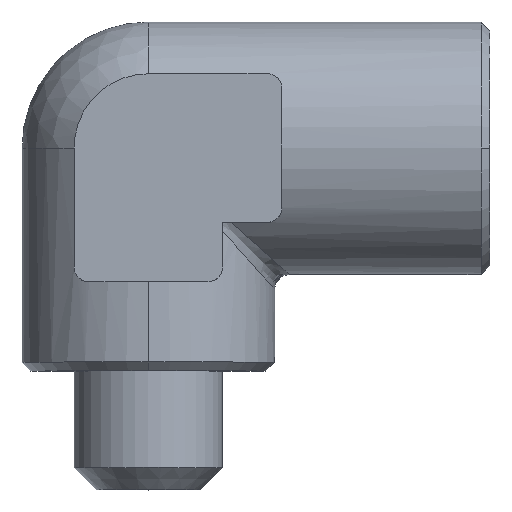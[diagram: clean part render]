
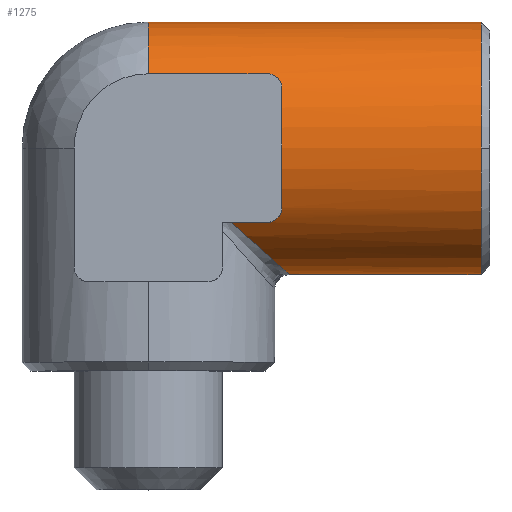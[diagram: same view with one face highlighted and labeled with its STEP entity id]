
A CAD part, top view. The second image highlights one B-rep face of the part: STEP entity #1275.
In plain terms, the highlighted cylindrical face has radius 4.25 mm (diameter 8.5 mm), a partial arc.
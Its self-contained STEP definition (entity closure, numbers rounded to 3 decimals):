
#17 = CARTESIAN_POINT ( 'NONE',  ( 12., 14.5, 3.437 ) ) ;
#48 = ORIENTED_EDGE ( 'NONE', *, *, #920, .T. ) ;
#79 = ORIENTED_EDGE ( 'NONE', *, *, #361, .T. ) ;
#111 = ORIENTED_EDGE ( 'NONE', *, *, #1727, .T. ) ;
#136 = CARTESIAN_POINT ( 'NONE',  ( 12., 9.5, 3.437 ) ) ;
#147 = DIRECTION ( 'NONE',  ( 0., 0., -1. ) ) ;
#153 = CARTESIAN_POINT ( 'NONE',  ( 12., 7.75, 0. ) ) ;
#177 = EDGE_LOOP ( 'NONE', ( #111, #79, #48, #569, #429, #347, #221, #215, #266, #794, #574 ) ) ;
#179 = CARTESIAN_POINT ( 'NONE',  ( 11.2, 16.25, 0. ) ) ;
#190 = VERTEX_POINT ( 'NONE', #607 ) ;
#215 = ORIENTED_EDGE ( 'NONE', *, *, #1007, .T. ) ;
#221 = ORIENTED_EDGE ( 'NONE', *, *, #440, .F. ) ;
#250 = DIRECTION ( 'NONE',  ( -1., 0., 0. ) ) ;
#265 = CIRCLE ( 'NONE', #1834, 4.25 ) ;
#266 = ORIENTED_EDGE ( 'NONE', *, *, #1694, .F. ) ;
#292 = CARTESIAN_POINT ( 'NONE',  ( 4.5, 12., 0. ) ) ;
#317 = CARTESIAN_POINT ( 'NONE',  ( 4., 9.5, 3.437 ) ) ;
#346 = CIRCLE ( 'NONE', #970, 4.25 ) ;
#347 = ORIENTED_EDGE ( 'NONE', *, *, #1009, .T. ) ;
#361 = EDGE_CURVE ( 'NONE', #392, #1565, #899, .T. ) ;
#392 = VERTEX_POINT ( 'NONE', #562 ) ;
#399 = VECTOR ( 'NONE', #1420, 1000. ) ;
#426 = FACE_OUTER_BOUND ( 'NONE', #177, .T. ) ;
#429 = ORIENTED_EDGE ( 'NONE', *, *, #1558, .F. ) ;
#434 = DIRECTION ( 'NONE',  ( 1., 0., 0. ) ) ;
#440 = EDGE_CURVE ( 'NONE', #190, #522, #859, .T. ) ;
#464 = VECTOR ( 'NONE', #434, 1000. ) ;
#467 = CARTESIAN_POINT ( 'NONE',  ( 4.279, 9.565, 3.485 ) ) ;
#475 = VERTEX_POINT ( 'NONE', #898 ) ;
#482 = DIRECTION ( 'NONE',  ( 1., 0., 0. ) ) ;
#488 = CIRCLE ( 'NONE', #896, 4.25 ) ;
#498 = CARTESIAN_POINT ( 'NONE',  ( 4.5, 14.127, 3.682 ) ) ;
#504 = VERTEX_POINT ( 'NONE', #853 ) ;
#522 = VERTEX_POINT ( 'NONE', #731 ) ;
#562 = CARTESIAN_POINT ( 'NONE',  ( 4.75, 7.75, 0. ) ) ;
#569 = ORIENTED_EDGE ( 'NONE', *, *, #665, .T. ) ;
#574 = ORIENTED_EDGE ( 'NONE', *, *, #1669, .F. ) ;
#601 = VERTEX_POINT ( 'NONE', #179 ) ;
#607 = CARTESIAN_POINT ( 'NONE',  ( 4., 14.5, 3.437 ) ) ;
#637 = CARTESIAN_POINT ( 'NONE',  ( 4.443, 9.76, 3.613 ) ) ;
#663 = VERTEX_POINT ( 'NONE', #1735 ) ;
#665 = EDGE_CURVE ( 'NONE', #663, #601, #1629, .T. ) ;
#671 = CARTESIAN_POINT ( 'NONE',  ( 4.277, 14.435, 3.485 ) ) ;
#672 = VERTEX_POINT ( 'NONE', #317 ) ;
#677 = EDGE_CURVE ( 'NONE', #475, #672, #1039, .T. ) ;
#694 = DIRECTION ( 'NONE',  ( 1., 0., 0. ) ) ;
#731 = CARTESIAN_POINT ( 'NONE',  ( 0., 14.5, 3.437 ) ) ;
#757 = DIRECTION ( 'NONE',  ( -1., 0., 0. ) ) ;
#794 = ORIENTED_EDGE ( 'NONE', *, *, #677, .T. ) ;
#818 = LINE ( 'NONE', #1614, #1083 ) ;
#831 = CARTESIAN_POINT ( 'NONE',  ( 4.75, 7.75, 0. ) ) ;
#840 = CARTESIAN_POINT ( 'NONE',  ( 4.75, 7.75, 1.386 ) ) ;
#853 = CARTESIAN_POINT ( 'NONE',  ( 0., 16.25, 0. ) ) ;
#859 = LINE ( 'NONE', #17, #399 ) ;
#896 = AXIS2_PLACEMENT_3D ( 'NONE', #292, #250, #1090 ) ;
#898 = CARTESIAN_POINT ( 'NONE',  ( 4.5, 10., 3.75 ) ) ;
#899 = LINE ( 'NONE', #153, #464 ) ;
#920 = EDGE_CURVE ( 'NONE', #1565, #663, #265, .T. ) ;
#944 = VERTEX_POINT ( 'NONE', #1336 ) ;
#946 = CARTESIAN_POINT ( 'NONE',  ( 4.41, 9.706, 3.578 ) ) ;
#954 = CARTESIAN_POINT ( 'NONE',  ( 4.5, 14., 3.75 ) ) ;
#959 = CARTESIAN_POINT ( 'NONE',  ( 2.794, 9.5, 3.437 ) ) ;
#970 = AXIS2_PLACEMENT_3D ( 'NONE', #1264, #694, #1365 ) ;
#987 = DIRECTION ( 'NONE',  ( 1., 0., 0. ) ) ;
#1007 = EDGE_CURVE ( 'NONE', #190, #1495, #1405, .T. ) ;
#1009 = EDGE_CURVE ( 'NONE', #504, #522, #346, .T. ) ;
#1039 = B_SPLINE_CURVE_WITH_KNOTS ( 'NONE', 3,
 ( #1404, #1291, #1070, #637, #946, #467, #1398, #1242 ),
 .UNSPECIFIED., .F., .F.,
 ( 4, 2, 2, 4 ),
 ( 0., 0., 0., 0.001 ),
 .UNSPECIFIED. ) ;
#1070 = CARTESIAN_POINT ( 'NONE',  ( 4.488, 9.876, 3.682 ) ) ;
#1083 = VECTOR ( 'NONE', #1384, 1000. ) ;
#1090 = DIRECTION ( 'NONE',  ( 0., 1., 0. ) ) ;
#1206 = CARTESIAN_POINT ( 'NONE',  ( 4.047, 8.379, 2.622 ) ) ;
#1242 = CARTESIAN_POINT ( 'NONE',  ( 4., 9.5, 3.437 ) ) ;
#1251 = LINE ( 'NONE', #136, #1837 ) ;
#1255 = CARTESIAN_POINT ( 'NONE',  ( 4.144, 14.5, 3.437 ) ) ;
#1257 = AXIS2_PLACEMENT_3D ( 'NONE', #1827, #987, #1628 ) ;
#1263 = CARTESIAN_POINT ( 'NONE',  ( 11.2, 12., 0. ) ) ;
#1264 = CARTESIAN_POINT ( 'NONE',  ( 0., 12., 0. ) ) ;
#1275 = ADVANCED_FACE ( 'NONE', ( #426 ), #1799, .T. ) ;
#1291 = CARTESIAN_POINT ( 'NONE',  ( 4.5, 9.937, 3.716 ) ) ;
#1336 = CARTESIAN_POINT ( 'NONE',  ( 2.794, 9.5, 3.437 ) ) ;
#1365 = DIRECTION ( 'NONE',  ( 0., 1., 0. ) ) ;
#1384 = DIRECTION ( 'NONE',  ( 1., 0., 0. ) ) ;
#1391 =( BOUNDED_CURVE ( )  B_SPLINE_CURVE ( 3, ( #959, #1206, #840, #831 ),
 .UNSPECIFIED., .F., .F. ) 
 B_SPLINE_CURVE_WITH_KNOTS ( ( 4, 4 ),
 ( 5.341, 6.283 ),
 .UNSPECIFIED. ) 
 CURVE ( )  GEOMETRIC_REPRESENTATION_ITEM ( )  RATIONAL_B_SPLINE_CURVE ( ( 1., 0.927, 0.927, 1. ) ) 
 REPRESENTATION_ITEM ( '' )  );
#1398 = CARTESIAN_POINT ( 'NONE',  ( 4.145, 9.5, 3.437 ) ) ;
#1399 = CARTESIAN_POINT ( 'NONE',  ( 11.2, 7.75, 0. ) ) ;
#1404 = CARTESIAN_POINT ( 'NONE',  ( 4.5, 10., 3.75 ) ) ;
#1405 = B_SPLINE_CURVE_WITH_KNOTS ( 'NONE', 3,
 ( #1627, #1255, #671, #1634, #498, #1512 ),
 .UNSPECIFIED., .F., .F.,
 ( 4, 2, 4 ),
 ( 0., 0., 0.001 ),
 .UNSPECIFIED. ) ;
#1420 = DIRECTION ( 'NONE',  ( -1., 0., 0. ) ) ;
#1495 = VERTEX_POINT ( 'NONE', #954 ) ;
#1512 = CARTESIAN_POINT ( 'NONE',  ( 4.5, 14., 3.75 ) ) ;
#1558 = EDGE_CURVE ( 'NONE', #504, #601, #818, .T. ) ;
#1565 = VERTEX_POINT ( 'NONE', #1399 ) ;
#1574 = DIRECTION ( 'NONE',  ( 0., 0., -1. ) ) ;
#1614 = CARTESIAN_POINT ( 'NONE',  ( 12., 16.25, 0. ) ) ;
#1627 = CARTESIAN_POINT ( 'NONE',  ( 4., 14.5, 3.437 ) ) ;
#1628 = DIRECTION ( 'NONE',  ( 0., 1., 0. ) ) ;
#1629 = CIRCLE ( 'NONE', #1785, 4.25 ) ;
#1634 = CARTESIAN_POINT ( 'NONE',  ( 4.453, 14.247, 3.609 ) ) ;
#1669 = EDGE_CURVE ( 'NONE', #944, #672, #1251, .T. ) ;
#1675 = CARTESIAN_POINT ( 'NONE',  ( 11.2, 12., 0. ) ) ;
#1694 = EDGE_CURVE ( 'NONE', #475, #1495, #488, .T. ) ;
#1727 = EDGE_CURVE ( 'NONE', #944, #392, #1391, .T. ) ;
#1735 = CARTESIAN_POINT ( 'NONE',  ( 11.2, 12., 4.25 ) ) ;
#1750 = DIRECTION ( 'NONE',  ( -1., 0., 0. ) ) ;
#1785 = AXIS2_PLACEMENT_3D ( 'NONE', #1263, #1750, #147 ) ;
#1799 = CYLINDRICAL_SURFACE ( 'NONE', #1257, 4.25 ) ;
#1827 = CARTESIAN_POINT ( 'NONE',  ( 12., 12., 0. ) ) ;
#1834 = AXIS2_PLACEMENT_3D ( 'NONE', #1675, #757, #1574 ) ;
#1837 = VECTOR ( 'NONE', #482, 1000. ) ;
